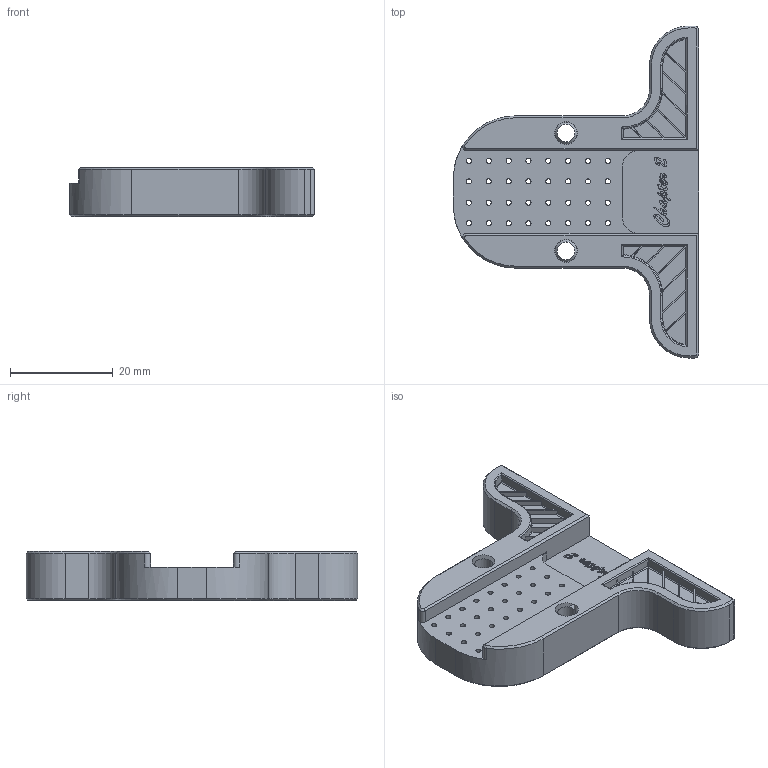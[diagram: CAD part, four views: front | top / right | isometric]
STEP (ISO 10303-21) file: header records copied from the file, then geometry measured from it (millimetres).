
FILE_DESCRIPTION(/* description */ (''),/* implementation_level */ '2;1');
FILE_NAME(/* name */ 'Chapter2-Example1 v1.step',/* time_stamp */ '2023-04-09T10:26:02-04:00',/* author */ (''),/* organization */ (''),/* preprocessor_version */ 'ST-DEVELOPER v19.2',/* originating_system */ 'Autodesk Translation Framework v12.4.0.73',/* authorisation */ '');
FILE_SCHEMA (('AUTOMOTIVE_DESIGN { 1 0 10303 214 3 1 1 }'));
Length unit declared in the file: millimetre
Products named in the file (1): Chapter2-Example1
Bounding box: 47.62 x 64.52 x 9.53 mm (x, y, z)
Volume: 12241.9 mm3; surface area: 6534.1 mm2
Topology: 1 solids, 1 shells, 537 faces, 1504 edges, 982 vertices
Faces by surface type: bspline 303, plane 116, cylinder 78, cone 22, torus 18
Full cylindrical faces by diameter (mm): 1 x32, 3.416 x2
Entity records: 20453 total; most frequent: CARTESIAN_POINT 8459, ORIENTED_EDGE 3008, DIRECTION 1544, EDGE_CURVE 1504, VERTEX_POINT 982, LINE 666, VECTOR 666, B_SPLINE_CURVE_WITH_KNOTS 634
